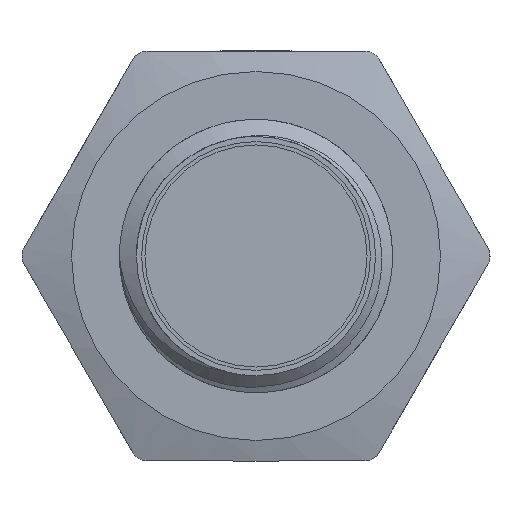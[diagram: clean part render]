
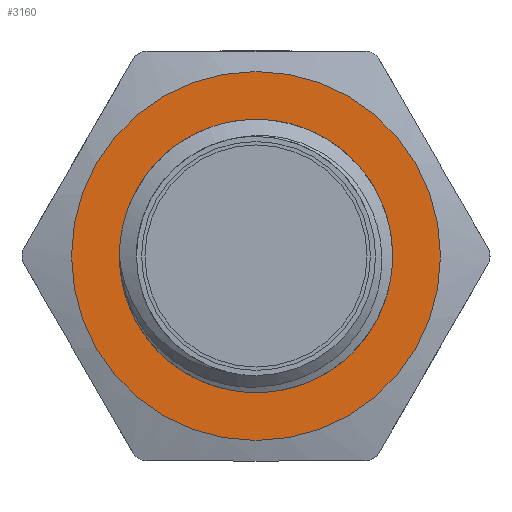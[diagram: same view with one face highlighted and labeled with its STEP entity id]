
A CAD part, front view. The second image highlights one B-rep face of the part: STEP entity #3160.
In plain terms, the highlighted planar face has unit normal (0, -1, 0).
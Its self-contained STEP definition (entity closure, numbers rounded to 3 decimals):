
#3160=ADVANCED_FACE('',(#3677,#3678),#3528,.T.);
#3528=PLANE('',#10531);
#3677=FACE_BOUND('',#4011,.T.);
#3678=FACE_BOUND('',#4012,.T.);
#4011=EDGE_LOOP('',(#6075));
#4012=EDGE_LOOP('',(#6076));
#6075=ORIENTED_EDGE('',*,*,#9217,.T.);
#6076=ORIENTED_EDGE('',*,*,#9216,.T.);
#7913=VERTEX_POINT('',#23808);
#7914=VERTEX_POINT('',#23811);
#9216=EDGE_CURVE('',#7913,#7913,#9937,.T.);
#9217=EDGE_CURVE('',#7914,#7914,#9938,.T.);
#9937=CIRCLE('',#10527,5.4);
#9938=CIRCLE('',#10529,3.5);
#10527=AXIS2_PLACEMENT_3D('',#23807,#12281,#12282);
#10529=AXIS2_PLACEMENT_3D('',#23810,#12285,#12286);
#10531=AXIS2_PLACEMENT_3D('',#23813,#12289,#12290);
#12281=DIRECTION('',(0.,-1.,0.));
#12282=DIRECTION('',(0.,0.,-1.));
#12285=DIRECTION('',(0.,1.,0.));
#12286=DIRECTION('',(0.,0.,1.));
#12289=DIRECTION('',(0.,-1.,0.));
#12290=DIRECTION('',(0.,0.,1.));
#23807=CARTESIAN_POINT('',(0.,4.5,0.));
#23808=CARTESIAN_POINT('',(0.,4.5,-5.4));
#23810=CARTESIAN_POINT('',(0.,4.5,0.));
#23811=CARTESIAN_POINT('',(0.,4.5,3.5));
#23813=CARTESIAN_POINT('',(0.,4.5,0.));
